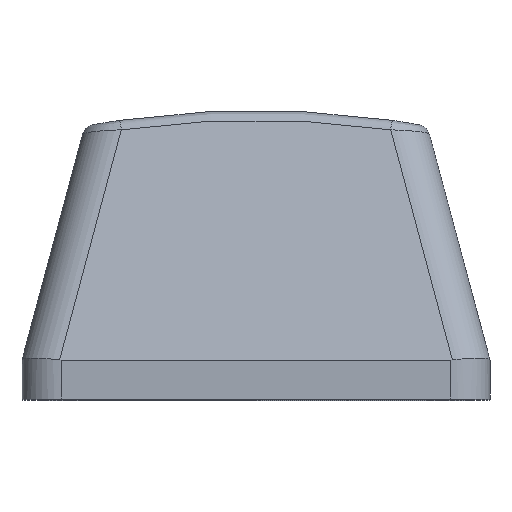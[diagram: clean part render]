
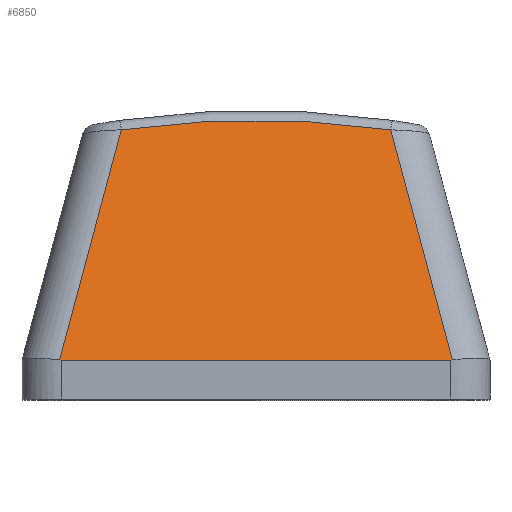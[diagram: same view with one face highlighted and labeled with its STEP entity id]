
A CAD part, top view. The second image highlights one B-rep face of the part: STEP entity #6850.
In plain terms, the highlighted planar face has unit normal (0, 0.259, 0.966).
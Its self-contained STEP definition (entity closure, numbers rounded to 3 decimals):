
#143 = LINE ( 'NONE', #1847, #3206 ) ;
#259 = ORIENTED_EDGE ( 'NONE', *, *, #9332, .T. ) ;
#515 = CARTESIAN_POINT ( 'NONE',  ( -5.178, 8.858, 13.757 ) ) ;
#554 = ORIENTED_EDGE ( 'NONE', *, *, #10826, .T. ) ;
#786 = CARTESIAN_POINT ( 'NONE',  ( -7.642, -0.339, 16.221 ) ) ;
#1002 = CARTESIAN_POINT ( 'NONE',  ( 5.178, 8.858, 13.757 ) ) ;
#1090 = LINE ( 'NONE', #9859, #10971 ) ;
#1466 = CARTESIAN_POINT ( 'NONE',  ( -9., 0., 16.13 ) ) ;
#1828 = VERTEX_POINT ( 'NONE', #1002 ) ;
#1847 = CARTESIAN_POINT ( 'NONE',  ( 6.512, 3.878, 15.091 ) ) ;
#1978 = CARTESIAN_POINT ( 'NONE',  ( 7.5, 0., 16.13 ) ) ;
#2160 = CARTESIAN_POINT ( 'NONE',  ( 1.738, 9.365, 13.621 ) ) ;
#2258 = EDGE_CURVE ( 'NONE', #1828, #11074, #7301, .T. ) ;
#2317 = CARTESIAN_POINT ( 'NONE',  ( 5.178, 8.858, 13.757 ) ) ;
#2414 = FACE_OUTER_BOUND ( 'NONE', #4005, .T. ) ;
#2599 = CARTESIAN_POINT ( 'NONE',  ( 7.5, 0., 16.13 ) ) ;
#2684 = VERTEX_POINT ( 'NONE', #8888 ) ;
#3166 = DIRECTION ( 'NONE',  ( 0., 0.259, 0.966 ) ) ;
#3206 = VECTOR ( 'NONE', #7950, 1000. ) ;
#3289 =( BOUNDED_CURVE ( )  B_SPLINE_CURVE ( 3, ( #2599, #7049, #6017, #6079 ),
 .UNSPECIFIED., .F., .T. ) 
 B_SPLINE_CURVE_WITH_KNOTS ( ( 4, 4 ),
 ( 3.142, 3.175 ),
 .UNSPECIFIED. ) 
 CURVE ( )  GEOMETRIC_REPRESENTATION_ITEM ( )  RATIONAL_B_SPLINE_CURVE ( ( 1., 1., 1., 1. ) ) 
 REPRESENTATION_ITEM ( '' )  );
#3426 = AXIS2_PLACEMENT_3D ( 'NONE', #1466, #3166, #6648 ) ;
#3693 = CARTESIAN_POINT ( 'NONE',  ( -5.178, 8.858, 13.757 ) ) ;
#3843 = VERTEX_POINT ( 'NONE', #4495 ) ;
#3927 = DIRECTION ( 'NONE',  ( 1., 0., 0. ) ) ;
#4005 = EDGE_LOOP ( 'NONE', ( #554, #6720, #4998, #7192, #7809, #259 ) ) ;
#4046 = EDGE_CURVE ( 'NONE', #3843, #4182, #6372, .T. ) ;
#4182 = VERTEX_POINT ( 'NONE', #10482 ) ;
#4495 = CARTESIAN_POINT ( 'NONE',  ( -7.55, 0.003, 16.129 ) ) ;
#4998 = ORIENTED_EDGE ( 'NONE', *, *, #8266, .T. ) ;
#5048 = CARTESIAN_POINT ( 'NONE',  ( -7.55, 0.003, 16.129 ) ) ;
#5279 = DIRECTION ( 'NONE',  ( -0.251, -0.935, 0.251 ) ) ;
#5627 = EDGE_CURVE ( 'NONE', #4182, #7637, #1090, .T. ) ;
#6017 = CARTESIAN_POINT ( 'NONE',  ( 7.534, 0.001, 16.13 ) ) ;
#6079 = CARTESIAN_POINT ( 'NONE',  ( 7.55, 0.003, 16.129 ) ) ;
#6372 =( BOUNDED_CURVE ( )  B_SPLINE_CURVE ( 3, ( #5048, #10245, #7745, #11219 ),
 .UNSPECIFIED., .F., .T. ) 
 B_SPLINE_CURVE_WITH_KNOTS ( ( 4, 4 ),
 ( 3.108, 3.142 ),
 .UNSPECIFIED. ) 
 CURVE ( )  GEOMETRIC_REPRESENTATION_ITEM ( )  RATIONAL_B_SPLINE_CURVE ( ( 1., 1., 1., 1. ) ) 
 REPRESENTATION_ITEM ( '' )  );
#6648 = DIRECTION ( 'NONE',  ( 0., -0.966, 0.259 ) ) ;
#6720 = ORIENTED_EDGE ( 'NONE', *, *, #2258, .T. ) ;
#6850 = ADVANCED_FACE ( 'NONE', ( #2414 ), #11152, .T. ) ;
#7049 = CARTESIAN_POINT ( 'NONE',  ( 7.517, 0., 16.13 ) ) ;
#7192 = ORIENTED_EDGE ( 'NONE', *, *, #4046, .T. ) ;
#7301 =( BOUNDED_CURVE ( )  B_SPLINE_CURVE ( 3, ( #2317, #2160, #8429, #515 ),
 .UNSPECIFIED., .F., .T. ) 
 B_SPLINE_CURVE_WITH_KNOTS ( ( 4, 4 ),
 ( 2.995, 3.288 ),
 .UNSPECIFIED. ) 
 CURVE ( )  GEOMETRIC_REPRESENTATION_ITEM ( )  RATIONAL_B_SPLINE_CURVE ( ( 1., 0.993, 0.993, 1. ) ) 
 REPRESENTATION_ITEM ( '' )  );
#7637 = VERTEX_POINT ( 'NONE', #1978 ) ;
#7745 = CARTESIAN_POINT ( 'NONE',  ( -7.517, 0., 16.13 ) ) ;
#7809 = ORIENTED_EDGE ( 'NONE', *, *, #5627, .T. ) ;
#7950 = DIRECTION ( 'NONE',  ( -0.251, 0.935, -0.251 ) ) ;
#8266 = EDGE_CURVE ( 'NONE', #11074, #3843, #10533, .T. ) ;
#8429 = CARTESIAN_POINT ( 'NONE',  ( -1.738, 9.365, 13.621 ) ) ;
#8888 = CARTESIAN_POINT ( 'NONE',  ( 7.55, 0.003, 16.129 ) ) ;
#9332 = EDGE_CURVE ( 'NONE', #7637, #2684, #3289, .T. ) ;
#9859 = CARTESIAN_POINT ( 'NONE',  ( -9., 0., 16.13 ) ) ;
#10245 = CARTESIAN_POINT ( 'NONE',  ( -7.534, 0.001, 16.13 ) ) ;
#10482 = CARTESIAN_POINT ( 'NONE',  ( -7.5, 0., 16.13 ) ) ;
#10533 = LINE ( 'NONE', #786, #10773 ) ;
#10773 = VECTOR ( 'NONE', #5279, 1000. ) ;
#10826 = EDGE_CURVE ( 'NONE', #2684, #1828, #143, .T. ) ;
#10971 = VECTOR ( 'NONE', #3927, 1000. ) ;
#11074 = VERTEX_POINT ( 'NONE', #3693 ) ;
#11152 = PLANE ( 'NONE',  #3426 ) ;
#11219 = CARTESIAN_POINT ( 'NONE',  ( -7.5, 0., 16.13 ) ) ;
